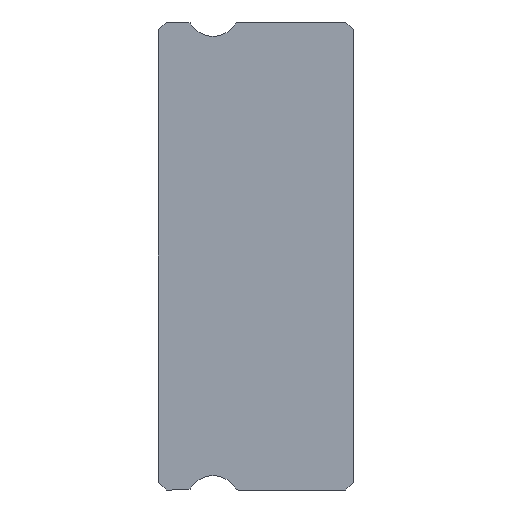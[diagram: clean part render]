
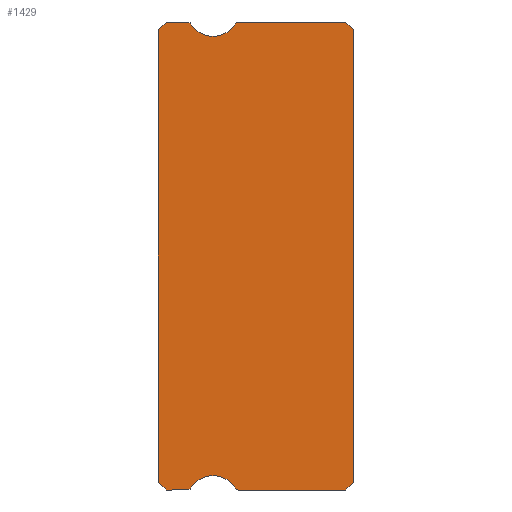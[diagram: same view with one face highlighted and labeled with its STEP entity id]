
A CAD part, left-side view. The second image highlights one B-rep face of the part: STEP entity #1429.
In plain terms, the highlighted planar face has unit normal (-1, 0, 0).
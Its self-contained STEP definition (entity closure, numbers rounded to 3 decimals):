
#2 = CARTESIAN_POINT ( 'NONE',  ( -5., 5.4, 8.45 ) ) ;
#6 = VECTOR ( 'NONE', #2244, 1000. ) ;
#33 = VERTEX_POINT ( 'NONE', #265 ) ;
#34 = CARTESIAN_POINT ( 'NONE',  ( -5., 7.5, -8.7 ) ) ;
#38 = CARTESIAN_POINT ( 'NONE',  ( -5., 0.3, 9. ) ) ;
#41 = DIRECTION ( 'NONE',  ( 0., -1., 0. ) ) ;
#44 = EDGE_CURVE ( 'NONE', #189, #2193, #675, .T. ) ;
#97 = CARTESIAN_POINT ( 'NONE',  ( -5., 0., -8.7 ) ) ;
#114 = CARTESIAN_POINT ( 'NONE',  ( -5., 7.2, -9. ) ) ;
#123 = ORIENTED_EDGE ( 'NONE', *, *, #157, .F. ) ;
#130 = DIRECTION ( 'NONE',  ( 0., 1., 0. ) ) ;
#148 = DIRECTION ( 'NONE',  ( 0., -0.707, -0.707 ) ) ;
#152 = VERTEX_POINT ( 'NONE', #1553 ) ;
#157 = EDGE_CURVE ( 'NONE', #33, #1508, #1321, .T. ) ;
#172 = EDGE_CURVE ( 'NONE', #1354, #342, #1266, .T. ) ;
#175 = CARTESIAN_POINT ( 'NONE',  ( -5., 7.2, -9. ) ) ;
#184 = DIRECTION ( 'NONE',  ( 0., -0.707, -0.707 ) ) ;
#189 = VERTEX_POINT ( 'NONE', #2 ) ;
#195 = CARTESIAN_POINT ( 'NONE',  ( -5., 6.381, 9. ) ) ;
#204 = DIRECTION ( 'NONE',  ( -1., 0., 0. ) ) ;
#209 = CARTESIAN_POINT ( 'NONE',  ( -5., 0., -8.7 ) ) ;
#214 = LINE ( 'NONE', #195, #868 ) ;
#222 = VERTEX_POINT ( 'NONE', #760 ) ;
#225 = EDGE_CURVE ( 'NONE', #152, #1520, #514, .T. ) ;
#226 = VERTEX_POINT ( 'NONE', #175 ) ;
#247 = CIRCLE ( 'NONE', #1584, 1. ) ;
#265 = CARTESIAN_POINT ( 'NONE',  ( -5., 4.419, -9. ) ) ;
#301 = CARTESIAN_POINT ( 'NONE',  ( -5., 6.381, -9. ) ) ;
#305 = VERTEX_POINT ( 'NONE', #2220 ) ;
#312 = CARTESIAN_POINT ( 'NONE',  ( -5., 0.3, 9. ) ) ;
#342 = VERTEX_POINT ( 'NONE', #2105 ) ;
#354 = DIRECTION ( 'NONE',  ( 0., 0., -1. ) ) ;
#382 = DIRECTION ( 'NONE',  ( 1., 0., 0. ) ) ;
#399 = ORIENTED_EDGE ( 'NONE', *, *, #1082, .T. ) ;
#403 = CIRCLE ( 'NONE', #1548, 1. ) ;
#409 = ORIENTED_EDGE ( 'NONE', *, *, #1804, .T. ) ;
#430 = ORIENTED_EDGE ( 'NONE', *, *, #1269, .F. ) ;
#436 = DIRECTION ( 'NONE',  ( 0., 0., -1. ) ) ;
#507 = LINE ( 'NONE', #114, #1965 ) ;
#513 = CARTESIAN_POINT ( 'NONE',  ( -5., 7.2, 9. ) ) ;
#514 = CIRCLE ( 'NONE', #1924, 0.15 ) ;
#525 = CIRCLE ( 'NONE', #838, 0.15 ) ;
#531 = DIRECTION ( 'NONE',  ( 0., 0., -1. ) ) ;
#558 = ORIENTED_EDGE ( 'NONE', *, *, #172, .F. ) ;
#559 = CARTESIAN_POINT ( 'NONE',  ( -5., 6.381, 8.85 ) ) ;
#579 = DIRECTION ( 'NONE',  ( 0., 0., -1. ) ) ;
#643 = CARTESIAN_POINT ( 'NONE',  ( -5., 6.381, -8.85 ) ) ;
#665 = DIRECTION ( 'NONE',  ( 0., 0., 1. ) ) ;
#675 = CIRCLE ( 'NONE', #2190, 1. ) ;
#704 = CARTESIAN_POINT ( 'NONE',  ( -5., 5.4, -9.45 ) ) ;
#739 = PLANE ( 'NONE',  #1397 ) ;
#758 = EDGE_CURVE ( 'NONE', #2139, #803, #1729, .T. ) ;
#760 = CARTESIAN_POINT ( 'NONE',  ( -5., 4.419, 9. ) ) ;
#786 = EDGE_CURVE ( 'NONE', #2139, #226, #507, .T. ) ;
#803 = VERTEX_POINT ( 'NONE', #1054 ) ;
#838 = AXIS2_PLACEMENT_3D ( 'NONE', #643, #1874, #436 ) ;
#861 = VECTOR ( 'NONE', #2324, 1000. ) ;
#868 = VECTOR ( 'NONE', #1675, 1000. ) ;
#877 = ORIENTED_EDGE ( 'NONE', *, *, #1355, .T. ) ;
#921 = FACE_OUTER_BOUND ( 'NONE', #2215, .T. ) ;
#936 = ORIENTED_EDGE ( 'NONE', *, *, #1142, .T. ) ;
#973 = VECTOR ( 'NONE', #41, 1000. ) ;
#984 = ORIENTED_EDGE ( 'NONE', *, *, #2002, .F. ) ;
#1008 = CARTESIAN_POINT ( 'NONE',  ( -5., 6.253, 8.928 ) ) ;
#1037 = ORIENTED_EDGE ( 'NONE', *, *, #758, .F. ) ;
#1040 = LINE ( 'NONE', #1569, #861 ) ;
#1045 = CARTESIAN_POINT ( 'NONE',  ( -5., 7.5, 8.85 ) ) ;
#1054 = CARTESIAN_POINT ( 'NONE',  ( -5., 7.5, 8.7 ) ) ;
#1078 = CARTESIAN_POINT ( 'NONE',  ( -5., 4.419, -8.85 ) ) ;
#1082 = EDGE_CURVE ( 'NONE', #226, #1472, #1558, .T. ) ;
#1124 = VERTEX_POINT ( 'NONE', #513 ) ;
#1142 = EDGE_CURVE ( 'NONE', #1354, #1815, #1040, .T. ) ;
#1172 = VECTOR ( 'NONE', #1983, 1000. ) ;
#1202 = ORIENTED_EDGE ( 'NONE', *, *, #1604, .F. ) ;
#1212 = EDGE_CURVE ( 'NONE', #1368, #1815, #2311, .T. ) ;
#1224 = DIRECTION ( 'NONE',  ( 1., 0., 0. ) ) ;
#1245 = AXIS2_PLACEMENT_3D ( 'NONE', #1078, #2286, #531 ) ;
#1266 = LINE ( 'NONE', #97, #1172 ) ;
#1269 = EDGE_CURVE ( 'NONE', #222, #1368, #214, .T. ) ;
#1276 = DIRECTION ( 'NONE',  ( 0., 1., 0. ) ) ;
#1279 = AXIS2_PLACEMENT_3D ( 'NONE', #2340, #1224, #1601 ) ;
#1303 = CARTESIAN_POINT ( 'NONE',  ( -5., 7.2, 9. ) ) ;
#1305 = CARTESIAN_POINT ( 'NONE',  ( -5., 7.5, 8.7 ) ) ;
#1321 = CIRCLE ( 'NONE', #1245, 0.15 ) ;
#1328 = DIRECTION ( 'NONE',  ( 0., 0., -1. ) ) ;
#1334 = ORIENTED_EDGE ( 'NONE', *, *, #225, .F. ) ;
#1354 = VERTEX_POINT ( 'NONE', #209 ) ;
#1355 = EDGE_CURVE ( 'NONE', #1124, #803, #1674, .T. ) ;
#1368 = VERTEX_POINT ( 'NONE', #38 ) ;
#1397 = AXIS2_PLACEMENT_3D ( 'NONE', #559, #382, #1658 ) ;
#1429 = ADVANCED_FACE ( 'NONE', ( #921 ), #739, .F. ) ;
#1455 = CARTESIAN_POINT ( 'NONE',  ( -5., 4.547, 8.928 ) ) ;
#1472 = VERTEX_POINT ( 'NONE', #301 ) ;
#1508 = VERTEX_POINT ( 'NONE', #1715 ) ;
#1520 = VERTEX_POINT ( 'NONE', #1008 ) ;
#1548 = AXIS2_PLACEMENT_3D ( 'NONE', #1994, #204, #1328 ) ;
#1553 = CARTESIAN_POINT ( 'NONE',  ( -5., 6.381, 9. ) ) ;
#1558 = LINE ( 'NONE', #1689, #973 ) ;
#1569 = CARTESIAN_POINT ( 'NONE',  ( -5., 0., 8.7 ) ) ;
#1584 = AXIS2_PLACEMENT_3D ( 'NONE', #704, #1588, #354 ) ;
#1588 = DIRECTION ( 'NONE',  ( -1., 0., 0. ) ) ;
#1601 = DIRECTION ( 'NONE',  ( 0., 0., -1. ) ) ;
#1604 = EDGE_CURVE ( 'NONE', #2193, #222, #2310, .T. ) ;
#1613 = EDGE_CURVE ( 'NONE', #1508, #305, #247, .T. ) ;
#1643 = ORIENTED_EDGE ( 'NONE', *, *, #2303, .F. ) ;
#1658 = DIRECTION ( 'NONE',  ( 0., 0., -1. ) ) ;
#1671 = LINE ( 'NONE', #1303, #1701 ) ;
#1674 = LINE ( 'NONE', #1305, #6 ) ;
#1675 = DIRECTION ( 'NONE',  ( 0., -1., 0. ) ) ;
#1689 = CARTESIAN_POINT ( 'NONE',  ( -5., 6.381, -9. ) ) ;
#1701 = VECTOR ( 'NONE', #1276, 1000. ) ;
#1711 = EDGE_CURVE ( 'NONE', #1520, #189, #403, .T. ) ;
#1713 = ORIENTED_EDGE ( 'NONE', *, *, #44, .F. ) ;
#1715 = CARTESIAN_POINT ( 'NONE',  ( -5., 4.547, -8.928 ) ) ;
#1729 = LINE ( 'NONE', #1045, #1892 ) ;
#1788 = CARTESIAN_POINT ( 'NONE',  ( -5., 6.381, -9. ) ) ;
#1804 = EDGE_CURVE ( 'NONE', #152, #1124, #1671, .T. ) ;
#1815 = VERTEX_POINT ( 'NONE', #2188 ) ;
#1835 = DIRECTION ( 'NONE',  ( 0., 0., -1. ) ) ;
#1841 = ORIENTED_EDGE ( 'NONE', *, *, #1212, .F. ) ;
#1849 = DIRECTION ( 'NONE',  ( 1., 0., 0. ) ) ;
#1874 = DIRECTION ( 'NONE',  ( 1., 0., 0. ) ) ;
#1892 = VECTOR ( 'NONE', #665, 1000. ) ;
#1905 = CARTESIAN_POINT ( 'NONE',  ( -5., 5.4, 9.45 ) ) ;
#1924 = AXIS2_PLACEMENT_3D ( 'NONE', #2015, #1849, #1835 ) ;
#1965 = VECTOR ( 'NONE', #148, 1000. ) ;
#1983 = DIRECTION ( 'NONE',  ( 0., 0.707, -0.707 ) ) ;
#1984 = LINE ( 'NONE', #1788, #2349 ) ;
#1994 = CARTESIAN_POINT ( 'NONE',  ( -5., 5.4, 9.45 ) ) ;
#2002 = EDGE_CURVE ( 'NONE', #342, #33, #1984, .T. ) ;
#2015 = CARTESIAN_POINT ( 'NONE',  ( -5., 6.381, 8.85 ) ) ;
#2033 = ORIENTED_EDGE ( 'NONE', *, *, #786, .T. ) ;
#2038 = ORIENTED_EDGE ( 'NONE', *, *, #1613, .F. ) ;
#2105 = CARTESIAN_POINT ( 'NONE',  ( -5., 0.3, -9. ) ) ;
#2139 = VERTEX_POINT ( 'NONE', #34 ) ;
#2188 = CARTESIAN_POINT ( 'NONE',  ( -5., 0., 8.7 ) ) ;
#2190 = AXIS2_PLACEMENT_3D ( 'NONE', #1905, #2214, #579 ) ;
#2193 = VERTEX_POINT ( 'NONE', #1455 ) ;
#2214 = DIRECTION ( 'NONE',  ( -1., 0., 0. ) ) ;
#2215 = EDGE_LOOP ( 'NONE', ( #1037, #2033, #399, #1643, #2038, #123, #984, #558, #936, #1841, #430, #1202, #1713, #2247, #1334, #409, #877 ) ) ;
#2220 = CARTESIAN_POINT ( 'NONE',  ( -5., 6.253, -8.928 ) ) ;
#2244 = DIRECTION ( 'NONE',  ( 0., 0.707, -0.707 ) ) ;
#2247 = ORIENTED_EDGE ( 'NONE', *, *, #1711, .F. ) ;
#2270 = VECTOR ( 'NONE', #184, 1000. ) ;
#2286 = DIRECTION ( 'NONE',  ( 1., 0., 0. ) ) ;
#2303 = EDGE_CURVE ( 'NONE', #305, #1472, #525, .T. ) ;
#2310 = CIRCLE ( 'NONE', #1279, 0.15 ) ;
#2311 = LINE ( 'NONE', #312, #2270 ) ;
#2324 = DIRECTION ( 'NONE',  ( 0., 0., 1. ) ) ;
#2340 = CARTESIAN_POINT ( 'NONE',  ( -5., 4.419, 8.85 ) ) ;
#2349 = VECTOR ( 'NONE', #130, 1000. ) ;
